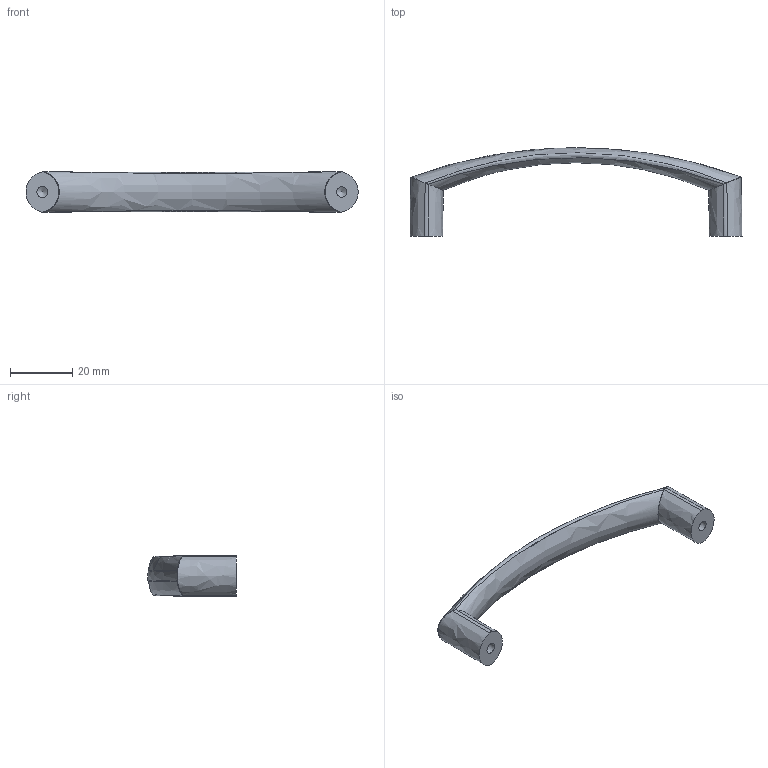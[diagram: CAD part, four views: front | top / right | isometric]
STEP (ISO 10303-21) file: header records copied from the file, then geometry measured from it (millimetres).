
FILE_DESCRIPTION( ( 'STEP AP203' ), '1' );
FILE_NAME( ' ', ' ', ( ' ' ), ( ' ' ), 'PSStep 10.0', ' ', ' ' );
FILE_SCHEMA( ( 'CONFIG_CONTROL_DESIGN' ) );
Length unit declared in the file: millimetre
Products named in the file (5): 1; 2; 3; 4; 5
Bounding box: 106.45 x 28.42 x 12.89 mm (x, y, z)
Surface area: 4633.5 mm2 (no closed solid volume)
Topology: 0 solids, 43 shells, 43 faces, 214 edges, 206 vertices
Faces by surface type: bspline 25, plane 6, cylinder 6, extrusion 4, cone 2
Full cylindrical faces by diameter (mm): 3.3 x1, 3.5 x1
Entity records: 12791 total; most frequent: CARTESIAN_POINT 11346, ORIENTED_EDGE 204, EDGE_CURVE 204, VERTEX_POINT 204, DIRECTION 154, B_SPLINE_CURVE_WITH_KNOTS 138, AXIS2_PLACEMENT_3D 67, FACE_BOUND 48
